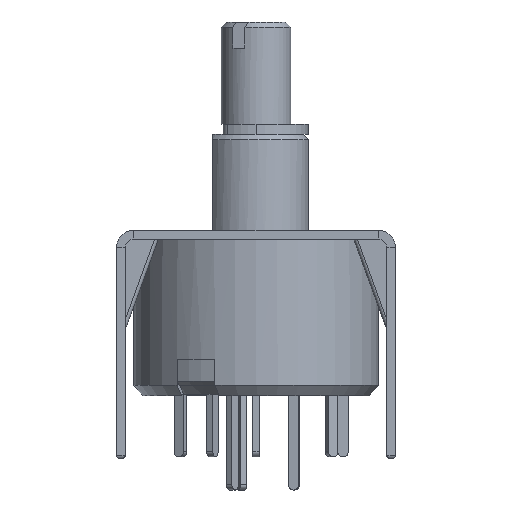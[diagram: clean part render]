
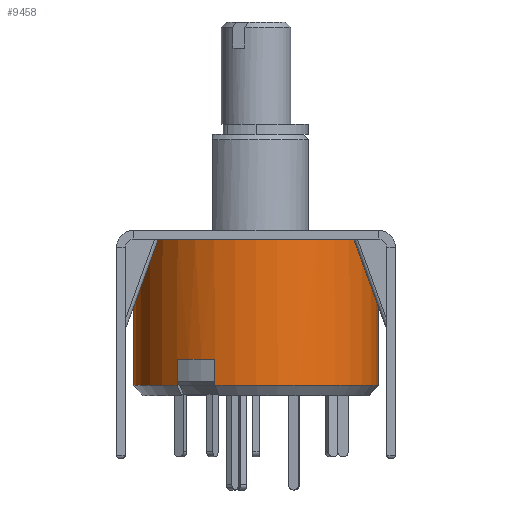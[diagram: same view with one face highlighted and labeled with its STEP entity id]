
A CAD part, front view. The second image highlights one B-rep face of the part: STEP entity #9458.
In plain terms, the highlighted cylindrical face has radius 7 mm (diameter 14 mm), a partial arc.
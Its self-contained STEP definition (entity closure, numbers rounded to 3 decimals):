
#321 = EDGE_CURVE ( 'NONE', #1165, #9597, #1701, .T. ) ;
#365 = CARTESIAN_POINT ( 'NONE',  ( 0., 0., -7.4 ) ) ;
#403 = VERTEX_POINT ( 'NONE', #6719 ) ;
#689 = VECTOR ( 'NONE', #4248, 1000. ) ;
#1165 = VERTEX_POINT ( 'NONE', #3793 ) ;
#1252 = CYLINDRICAL_SURFACE ( 'NONE', #12002, 7. ) ;
#1277 = CIRCLE ( 'NONE', #5885, 7. ) ;
#1351 = EDGE_LOOP ( 'NONE', ( #5761, #1658, #4046, #7368, #6485, #8000, #11540, #5293 ) ) ;
#1658 = ORIENTED_EDGE ( 'NONE', *, *, #8966, .T. ) ;
#1701 = CIRCLE ( 'NONE', #11289, 7. ) ;
#1768 = EDGE_CURVE ( 'NONE', #7859, #4134, #10307, .T. ) ;
#2286 = DIRECTION ( 'NONE',  ( 0., 0., 1. ) ) ;
#2320 = DIRECTION ( 'NONE',  ( -1., 0., 0. ) ) ;
#2485 = CIRCLE ( 'NONE', #7262, 7. ) ;
#2681 = CARTESIAN_POINT ( 'NONE',  ( -4.526, -5.34, -5.9 ) ) ;
#3111 = DIRECTION ( 'NONE',  ( 0., 0., -1. ) ) ;
#3132 = CARTESIAN_POINT ( 'NONE',  ( 0., 0., -7.4 ) ) ;
#3639 = CARTESIAN_POINT ( 'NONE',  ( -7., 0., 9. ) ) ;
#3793 = CARTESIAN_POINT ( 'NONE',  ( 7., 0., -7.4 ) ) ;
#3954 = VERTEX_POINT ( 'NONE', #11787 ) ;
#3988 = CARTESIAN_POINT ( 'NONE',  ( -4.526, -5.34, -7.4 ) ) ;
#4046 = ORIENTED_EDGE ( 'NONE', *, *, #7614, .T. ) ;
#4134 = VERTEX_POINT ( 'NONE', #2681 ) ;
#4248 = DIRECTION ( 'NONE',  ( 0., 0., -1. ) ) ;
#4312 = EDGE_CURVE ( 'NONE', #5866, #1165, #9287, .T. ) ;
#4368 = CARTESIAN_POINT ( 'NONE',  ( 0., 0., 0.95 ) ) ;
#4842 = CARTESIAN_POINT ( 'NONE',  ( -2.361, -6.59, -7.4 ) ) ;
#5293 = ORIENTED_EDGE ( 'NONE', *, *, #321, .F. ) ;
#5297 = VECTOR ( 'NONE', #5925, 1000. ) ;
#5505 = DIRECTION ( 'NONE',  ( 0., 0., -1. ) ) ;
#5761 = ORIENTED_EDGE ( 'NONE', *, *, #4312, .F. ) ;
#5866 = VERTEX_POINT ( 'NONE', #10783 ) ;
#5885 = AXIS2_PLACEMENT_3D ( 'NONE', #4368, #8591, #2320 ) ;
#5925 = DIRECTION ( 'NONE',  ( 0., 0., -1. ) ) ;
#5967 = LINE ( 'NONE', #13479, #689 ) ;
#6060 = CARTESIAN_POINT ( 'NONE',  ( -7., 0., -7.4 ) ) ;
#6361 = VECTOR ( 'NONE', #11244, 1000. ) ;
#6485 = ORIENTED_EDGE ( 'NONE', *, *, #1768, .T. ) ;
#6719 = CARTESIAN_POINT ( 'NONE',  ( -2.361, -6.59, -5.9 ) ) ;
#7200 = DIRECTION ( 'NONE',  ( 1., 0., 0. ) ) ;
#7262 = AXIS2_PLACEMENT_3D ( 'NONE', #3132, #8623, #7200 ) ;
#7368 = ORIENTED_EDGE ( 'NONE', *, *, #7756, .F. ) ;
#7543 = FACE_OUTER_BOUND ( 'NONE', #1351, .T. ) ;
#7614 = EDGE_CURVE ( 'NONE', #3954, #9526, #8053, .T. ) ;
#7679 = CARTESIAN_POINT ( 'NONE',  ( 0., 0., -5.9 ) ) ;
#7701 = CARTESIAN_POINT ( 'NONE',  ( 7., 0., 9. ) ) ;
#7756 = EDGE_CURVE ( 'NONE', #7859, #9526, #2485, .T. ) ;
#7801 = VECTOR ( 'NONE', #8752, 1000. ) ;
#7859 = VERTEX_POINT ( 'NONE', #3988 ) ;
#8000 = ORIENTED_EDGE ( 'NONE', *, *, #11461, .T. ) ;
#8053 = LINE ( 'NONE', #3639, #5297 ) ;
#8322 = CARTESIAN_POINT ( 'NONE',  ( 0., 0., 9. ) ) ;
#8591 = DIRECTION ( 'NONE',  ( 0., 0., -1. ) ) ;
#8623 = DIRECTION ( 'NONE',  ( 0., 0., -1. ) ) ;
#8677 = DIRECTION ( 'NONE',  ( 1., 0., 0. ) ) ;
#8752 = DIRECTION ( 'NONE',  ( 0., 0., -1. ) ) ;
#8966 = EDGE_CURVE ( 'NONE', #5866, #3954, #1277, .T. ) ;
#9287 = LINE ( 'NONE', #7701, #7801 ) ;
#9458 = ADVANCED_FACE ( 'NONE', ( #7543 ), #1252, .T. ) ;
#9526 = VERTEX_POINT ( 'NONE', #6060 ) ;
#9569 = DIRECTION ( 'NONE',  ( -1., 0., 0. ) ) ;
#9597 = VERTEX_POINT ( 'NONE', #4842 ) ;
#9726 = EDGE_CURVE ( 'NONE', #403, #9597, #5967, .T. ) ;
#10289 = CARTESIAN_POINT ( 'NONE',  ( -4.526, -5.34, 9. ) ) ;
#10307 = LINE ( 'NONE', #10289, #6361 ) ;
#10393 = DIRECTION ( 'NONE',  ( -1., 0., 0. ) ) ;
#10783 = CARTESIAN_POINT ( 'NONE',  ( 7., 0., 0.95 ) ) ;
#11029 = CIRCLE ( 'NONE', #11605, 7. ) ;
#11244 = DIRECTION ( 'NONE',  ( 0., 0., 1. ) ) ;
#11289 = AXIS2_PLACEMENT_3D ( 'NONE', #365, #5505, #8677 ) ;
#11461 = EDGE_CURVE ( 'NONE', #4134, #403, #11029, .T. ) ;
#11540 = ORIENTED_EDGE ( 'NONE', *, *, #9726, .T. ) ;
#11605 = AXIS2_PLACEMENT_3D ( 'NONE', #7679, #2286, #9569 ) ;
#11787 = CARTESIAN_POINT ( 'NONE',  ( -7., 0., 0.95 ) ) ;
#12002 = AXIS2_PLACEMENT_3D ( 'NONE', #8322, #3111, #10393 ) ;
#13479 = CARTESIAN_POINT ( 'NONE',  ( -2.361, -6.59, 9. ) ) ;
